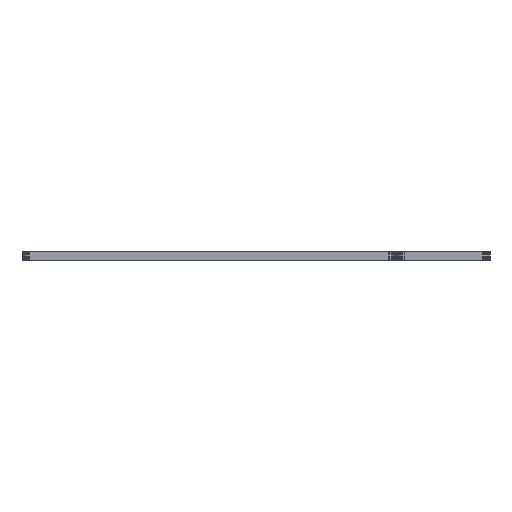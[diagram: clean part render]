
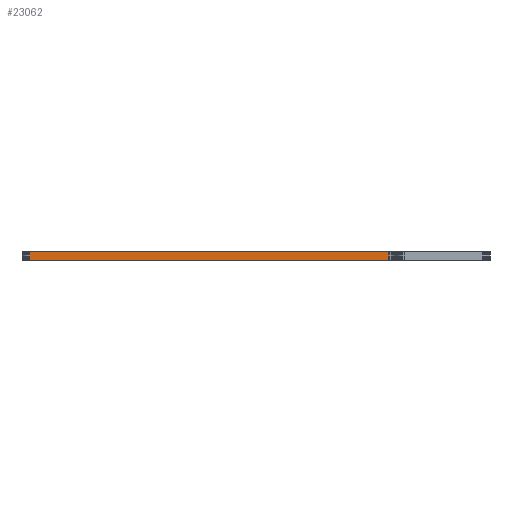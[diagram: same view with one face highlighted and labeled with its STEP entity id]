
A CAD part, front view. The second image highlights one B-rep face of the part: STEP entity #23062.
In plain terms, the highlighted planar face has unit normal (0, -1, 0).
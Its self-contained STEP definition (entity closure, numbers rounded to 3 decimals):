
#90 = PLANE('',#91);
#91 = AXIS2_PLACEMENT_3D('',#92,#93,#94);
#92 = CARTESIAN_POINT('',(36.934,17.239,1.6));
#93 = DIRECTION('',(-0.,-0.,-1.));
#94 = DIRECTION('',(-1.,0.,0.));
#144 = PLANE('',#145);
#145 = AXIS2_PLACEMENT_3D('',#146,#147,#148);
#146 = CARTESIAN_POINT('',(36.934,17.239,0.));
#147 = DIRECTION('',(-0.,-0.,-1.));
#148 = DIRECTION('',(-1.,0.,0.));
#2017 = VERTEX_POINT('',#2018);
#2018 = CARTESIAN_POINT('',(59.51,-8.5,0.));
#2032 = PLANE('',#2033);
#2033 = AXIS2_PLACEMENT_3D('',#2034,#2035,#2036);
#2034 = CARTESIAN_POINT('',(59.743,-8.518,0.));
#2035 = DIRECTION('',(-0.078,-0.997,0.));
#2036 = DIRECTION('',(-0.997,0.078,0.));
#2044 = EDGE_CURVE('',#2017,#2045,#2047,.T.);
#2045 = VERTEX_POINT('',#2046);
#2046 = CARTESIAN_POINT('',(-9.51,-8.5,0.));
#2047 = SURFACE_CURVE('',#2048,(#2052,#2059),.PCURVE_S1.);
#2048 = LINE('',#2049,#2050);
#2049 = CARTESIAN_POINT('',(59.51,-8.5,0.));
#2050 = VECTOR('',#2051,1.);
#2051 = DIRECTION('',(-1.,0.,0.));
#2052 = PCURVE('',#144,#2053);
#2053 = DEFINITIONAL_REPRESENTATION('',(#2054),#2058);
#2054 = LINE('',#2055,#2056);
#2055 = CARTESIAN_POINT('',(-22.576,-25.739));
#2056 = VECTOR('',#2057,1.);
#2057 = DIRECTION('',(1.,0.));
#2058 = ( GEOMETRIC_REPRESENTATION_CONTEXT(2) 
PARAMETRIC_REPRESENTATION_CONTEXT() REPRESENTATION_CONTEXT('2D SPACE',''
  ) );
#2059 = PCURVE('',#2060,#2065);
#2060 = PLANE('',#2061);
#2061 = AXIS2_PLACEMENT_3D('',#2062,#2063,#2064);
#2062 = CARTESIAN_POINT('',(59.51,-8.5,0.));
#2063 = DIRECTION('',(0.,-1.,0.));
#2064 = DIRECTION('',(-1.,0.,0.));
#2065 = DEFINITIONAL_REPRESENTATION('',(#2066),#2070);
#2066 = LINE('',#2067,#2068);
#2067 = CARTESIAN_POINT('',(0.,-0.));
#2068 = VECTOR('',#2069,1.);
#2069 = DIRECTION('',(1.,0.));
#2070 = ( GEOMETRIC_REPRESENTATION_CONTEXT(2) 
PARAMETRIC_REPRESENTATION_CONTEXT() REPRESENTATION_CONTEXT('2D SPACE',''
  ) );
#2088 = PLANE('',#2089);
#2089 = AXIS2_PLACEMENT_3D('',#2090,#2091,#2092);
#2090 = CARTESIAN_POINT('',(-9.51,-8.5,0.));
#2091 = DIRECTION('',(-0.078,-0.997,0.));
#2092 = DIRECTION('',(-0.997,0.078,0.));
#12257 = VERTEX_POINT('',#12258);
#12258 = CARTESIAN_POINT('',(59.51,-8.5,1.6));
#12279 = EDGE_CURVE('',#12257,#12280,#12282,.T.);
#12280 = VERTEX_POINT('',#12281);
#12281 = CARTESIAN_POINT('',(-9.51,-8.5,1.6));
#12282 = SURFACE_CURVE('',#12283,(#12287,#12294),.PCURVE_S1.);
#12283 = LINE('',#12284,#12285);
#12284 = CARTESIAN_POINT('',(59.51,-8.5,1.6));
#12285 = VECTOR('',#12286,1.);
#12286 = DIRECTION('',(-1.,0.,0.));
#12287 = PCURVE('',#90,#12288);
#12288 = DEFINITIONAL_REPRESENTATION('',(#12289),#12293);
#12289 = LINE('',#12290,#12291);
#12290 = CARTESIAN_POINT('',(-22.576,-25.739));
#12291 = VECTOR('',#12292,1.);
#12292 = DIRECTION('',(1.,0.));
#12293 = ( GEOMETRIC_REPRESENTATION_CONTEXT(2) 
PARAMETRIC_REPRESENTATION_CONTEXT() REPRESENTATION_CONTEXT('2D SPACE',''
  ) );
#12294 = PCURVE('',#2060,#12295);
#12295 = DEFINITIONAL_REPRESENTATION('',(#12296),#12300);
#12296 = LINE('',#12297,#12298);
#12297 = CARTESIAN_POINT('',(0.,-1.6));
#12298 = VECTOR('',#12299,1.);
#12299 = DIRECTION('',(1.,0.));
#12300 = ( GEOMETRIC_REPRESENTATION_CONTEXT(2) 
PARAMETRIC_REPRESENTATION_CONTEXT() REPRESENTATION_CONTEXT('2D SPACE',''
  ) );
#23014 = EDGE_CURVE('',#2017,#12257,#23015,.T.);
#23015 = SURFACE_CURVE('',#23016,(#23020,#23027),.PCURVE_S1.);
#23016 = LINE('',#23017,#23018);
#23017 = CARTESIAN_POINT('',(59.51,-8.5,0.));
#23018 = VECTOR('',#23019,1.);
#23019 = DIRECTION('',(0.,0.,1.));
#23020 = PCURVE('',#2032,#23021);
#23021 = DEFINITIONAL_REPRESENTATION('',(#23022),#23026);
#23022 = LINE('',#23023,#23024);
#23023 = CARTESIAN_POINT('',(0.234,0.));
#23024 = VECTOR('',#23025,1.);
#23025 = DIRECTION('',(0.,-1.));
#23026 = ( GEOMETRIC_REPRESENTATION_CONTEXT(2) 
PARAMETRIC_REPRESENTATION_CONTEXT() REPRESENTATION_CONTEXT('2D SPACE',''
  ) );
#23027 = PCURVE('',#2060,#23028);
#23028 = DEFINITIONAL_REPRESENTATION('',(#23029),#23033);
#23029 = LINE('',#23030,#23031);
#23030 = CARTESIAN_POINT('',(0.,-0.));
#23031 = VECTOR('',#23032,1.);
#23032 = DIRECTION('',(0.,-1.));
#23033 = ( GEOMETRIC_REPRESENTATION_CONTEXT(2) 
PARAMETRIC_REPRESENTATION_CONTEXT() REPRESENTATION_CONTEXT('2D SPACE',''
  ) );
#23062 = ADVANCED_FACE('',(#23063),#2060,.T.);
#23063 = FACE_BOUND('',#23064,.T.);
#23064 = EDGE_LOOP('',(#23065,#23066,#23067,#23088));
#23065 = ORIENTED_EDGE('',*,*,#23014,.T.);
#23066 = ORIENTED_EDGE('',*,*,#12279,.T.);
#23067 = ORIENTED_EDGE('',*,*,#23068,.F.);
#23068 = EDGE_CURVE('',#2045,#12280,#23069,.T.);
#23069 = SURFACE_CURVE('',#23070,(#23074,#23081),.PCURVE_S1.);
#23070 = LINE('',#23071,#23072);
#23071 = CARTESIAN_POINT('',(-9.51,-8.5,0.));
#23072 = VECTOR('',#23073,1.);
#23073 = DIRECTION('',(0.,0.,1.));
#23074 = PCURVE('',#2060,#23075);
#23075 = DEFINITIONAL_REPRESENTATION('',(#23076),#23080);
#23076 = LINE('',#23077,#23078);
#23077 = CARTESIAN_POINT('',(69.02,0.));
#23078 = VECTOR('',#23079,1.);
#23079 = DIRECTION('',(0.,-1.));
#23080 = ( GEOMETRIC_REPRESENTATION_CONTEXT(2) 
PARAMETRIC_REPRESENTATION_CONTEXT() REPRESENTATION_CONTEXT('2D SPACE',''
  ) );
#23081 = PCURVE('',#2088,#23082);
#23082 = DEFINITIONAL_REPRESENTATION('',(#23083),#23087);
#23083 = LINE('',#23084,#23085);
#23084 = CARTESIAN_POINT('',(0.,0.));
#23085 = VECTOR('',#23086,1.);
#23086 = DIRECTION('',(0.,-1.));
#23087 = ( GEOMETRIC_REPRESENTATION_CONTEXT(2) 
PARAMETRIC_REPRESENTATION_CONTEXT() REPRESENTATION_CONTEXT('2D SPACE',''
  ) );
#23088 = ORIENTED_EDGE('',*,*,#2044,.F.);
